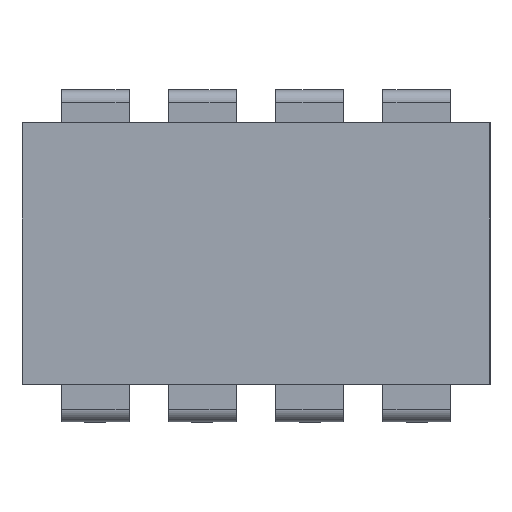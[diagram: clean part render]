
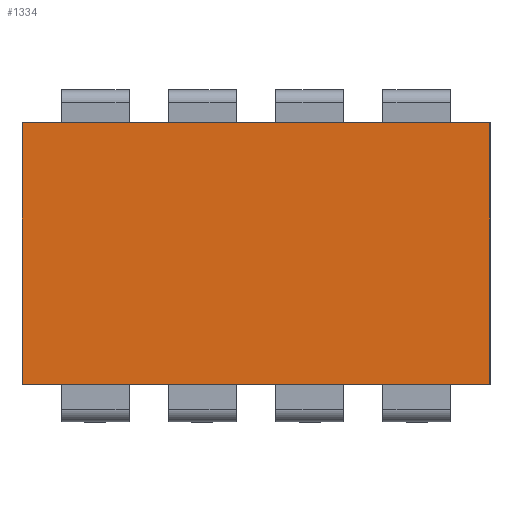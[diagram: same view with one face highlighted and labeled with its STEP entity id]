
A CAD part, top view. The second image highlights one B-rep face of the part: STEP entity #1334.
In plain terms, the highlighted planar face has unit normal (0, 0, 1).
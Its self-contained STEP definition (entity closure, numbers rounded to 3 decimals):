
#1334 = ADVANCED_FACE( '', ( #2555 ), #2556, .T. );
#2555 = FACE_OUTER_BOUND( '', #3706, .T. );
#2556 = PLANE( '', #3707 );
#3706 = EDGE_LOOP( '', ( #7221, #7222, #7223, #7224 ) );
#3707 = AXIS2_PLACEMENT_3D( '', #7225, #7226, #7227 );
#7221 = ORIENTED_EDGE( '', *, *, #8531, .T. );
#7222 = ORIENTED_EDGE( '', *, *, #7580, .T. );
#7223 = ORIENTED_EDGE( '', *, *, #8504, .T. );
#7224 = ORIENTED_EDGE( '', *, *, #7476, .T. );
#7225 = CARTESIAN_POINT( '', ( 0., 0., 0. ) );
#7226 = DIRECTION( '', ( 0., 0., 1. ) );
#7227 = DIRECTION( '', ( 1., 0., 0. ) );
#7476 = EDGE_CURVE( '', #8992, #8993, #8994, .T. );
#7580 = EDGE_CURVE( '', #9165, #9166, #9167, .T. );
#8504 = EDGE_CURVE( '', #9166, #8992, #10462, .T. );
#8531 = EDGE_CURVE( '', #8993, #9165, #10489, .T. );
#8992 = VERTEX_POINT( '', #11319 );
#8993 = VERTEX_POINT( '', #11320 );
#8994 = LINE( '', #11321, #11322 );
#9165 = VERTEX_POINT( '', #11623 );
#9166 = VERTEX_POINT( '', #11624 );
#9167 = LINE( '', #11625, #11626 );
#10462 = LINE( '', #13677, #13678 );
#10489 = LINE( '', #13711, #13712 );
#11319 = CARTESIAN_POINT( '', ( 5.55, 3.1, 0. ) );
#11320 = CARTESIAN_POINT( '', ( -5.55, 3.1, 0. ) );
#11321 = CARTESIAN_POINT( '', ( 5.55, 3.1, 0. ) );
#11322 = VECTOR( '', #13881, 1000. );
#11623 = CARTESIAN_POINT( '', ( -5.55, -3.1, 0. ) );
#11624 = CARTESIAN_POINT( '', ( 5.55, -3.1, 0. ) );
#11625 = CARTESIAN_POINT( '', ( -5.55, -3.1, 0. ) );
#11626 = VECTOR( '', #13974, 1000. );
#13677 = CARTESIAN_POINT( '', ( 5.55, -3.1, 0. ) );
#13678 = VECTOR( '', #14713, 1000. );
#13711 = CARTESIAN_POINT( '', ( -5.55, 3.1, 0. ) );
#13712 = VECTOR( '', #14723, 1000. );
#13881 = DIRECTION( '', ( -1., 0., 0. ) );
#13974 = DIRECTION( '', ( 1., 0., 0. ) );
#14713 = DIRECTION( '', ( 0., 1., 0. ) );
#14723 = DIRECTION( '', ( 0., -1., 0. ) );
